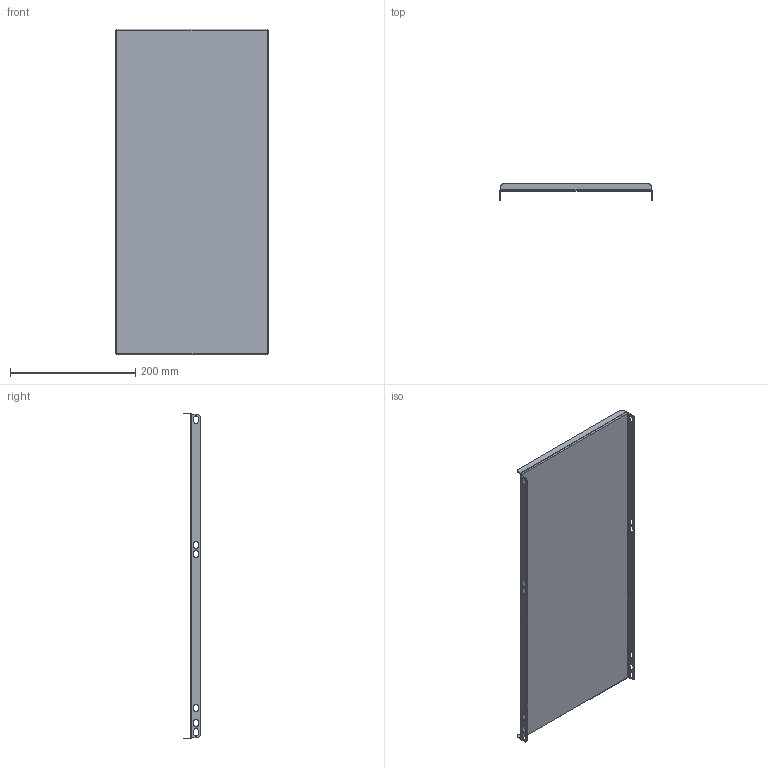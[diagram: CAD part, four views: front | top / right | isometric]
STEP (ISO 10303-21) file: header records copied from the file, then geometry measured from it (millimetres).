
FILE_DESCRIPTION (( 'STEP AP214' ), '1' );
FILE_NAME ('FO-00-HWD-0245-055 FORMAT Ïåðåãîðîäêà ãîðèçîíòàëüíàÿ äëÿ ðàñïðåäåëèòåëüíûõ øèí 245õ550ìì IEK.STEP', '2022-05-31T08:04:45', ( '' ), ( '' ), 'SwSTEP 2.0', 'SolidWorks 2017', '' );
FILE_SCHEMA (( 'AUTOMOTIVE_DESIGN' ));
Length unit declared in the file: millimetre
Products named in the file (1): FO-00-HWD-0245-055 FORMAT Ïåðåãîðîäêà ãîðèçîíòàëüíàÿ äëÿ ðàñïðåäåëèòåëüíûõ øèí 245õ550ìì IEK
Bounding box: 244 x 26.8 x 520 mm (x, y, z)
Volume: 174418.6 mm3; surface area: 293087.7 mm2
Topology: 1 solids, 1 shells, 98 faces, 260 edges, 164 vertices
Faces by surface type: plane 58, cylinder 40
Entity records: 3106 total; most frequent: DIRECTION 542, CARTESIAN_POINT 523, ORIENTED_EDGE 520, EDGE_CURVE 260, AXIS2_PLACEMENT_3D 183, VECTOR 176, LINE 176, VERTEX_POINT 164
